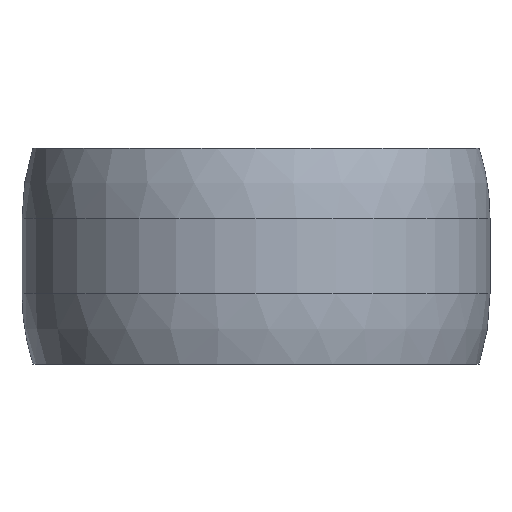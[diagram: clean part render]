
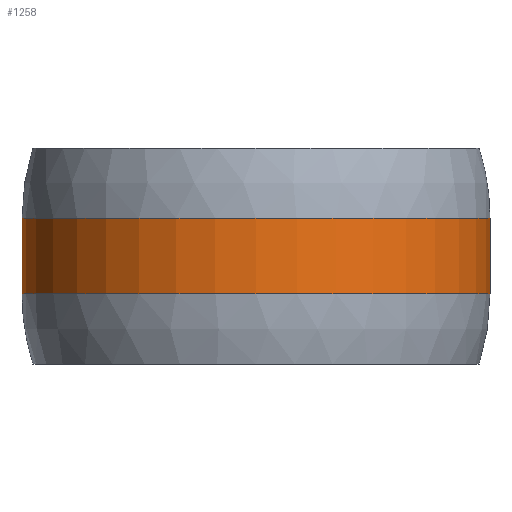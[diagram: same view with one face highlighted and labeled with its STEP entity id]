
A CAD part, front view. The second image highlights one B-rep face of the part: STEP entity #1258.
In plain terms, the highlighted cylindrical face has radius 65 mm (diameter 130 mm), a full revolution.
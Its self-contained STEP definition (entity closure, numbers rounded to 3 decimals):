
#26=CYLINDRICAL_SURFACE('',#1344,65.);
#153=FACE_OUTER_BOUND('',#222,.T.);
#222=EDGE_LOOP('',(#1164,#1165,#1166,#1167,#1168));
#332=LINE('',#2777,#438);
#438=VECTOR('',#1603,65.);
#470=CIRCLE('',#1345,65.);
#471=CIRCLE('',#1346,65.);
#472=CIRCLE('',#1347,65.);
#603=VERTEX_POINT('',#2772);
#604=VERTEX_POINT('',#2773);
#605=VERTEX_POINT('',#2776);
#791=EDGE_CURVE('',#603,#604,#470,.T.);
#792=EDGE_CURVE('',#604,#603,#471,.T.);
#793=EDGE_CURVE('',#604,#605,#332,.T.);
#794=EDGE_CURVE('',#605,#605,#472,.T.);
#1164=ORIENTED_EDGE('',*,*,#791,.F.);
#1165=ORIENTED_EDGE('',*,*,#792,.F.);
#1166=ORIENTED_EDGE('',*,*,#793,.T.);
#1167=ORIENTED_EDGE('',*,*,#794,.F.);
#1168=ORIENTED_EDGE('',*,*,#793,.F.);
#1258=ADVANCED_FACE('',(#153),#26,.T.);
#1344=AXIS2_PLACEMENT_3D('',#2771,#1597,#1598);
#1345=AXIS2_PLACEMENT_3D('',#2774,#1599,#1600);
#1346=AXIS2_PLACEMENT_3D('',#2775,#1601,#1602);
#1347=AXIS2_PLACEMENT_3D('',#2778,#1604,#1605);
#1597=DIRECTION('center_axis',(0.,0.,1.));
#1598=DIRECTION('ref_axis',(1.,0.,0.));
#1599=DIRECTION('center_axis',(0.,0.,1.));
#1600=DIRECTION('ref_axis',(-1.,0.,0.));
#1601=DIRECTION('center_axis',(0.,0.,1.));
#1602=DIRECTION('ref_axis',(-1.,0.,0.));
#1603=DIRECTION('',(0.,0.,-1.));
#1604=DIRECTION('center_axis',(0.,0.,-1.));
#1605=DIRECTION('ref_axis',(1.,0.,0.));
#2771=CARTESIAN_POINT('Origin',(0.,0.,0.));
#2772=CARTESIAN_POINT('',(65.,0.,40.481));
#2773=CARTESIAN_POINT('',(-65.,0.,40.481));
#2774=CARTESIAN_POINT('Origin',(0.,0.,40.481));
#2775=CARTESIAN_POINT('Origin',(0.,0.,40.481));
#2776=CARTESIAN_POINT('',(-65.,0.,19.519));
#2777=CARTESIAN_POINT('',(-65.,0.,0.));
#2778=CARTESIAN_POINT('Origin',(0.,0.,19.519));
